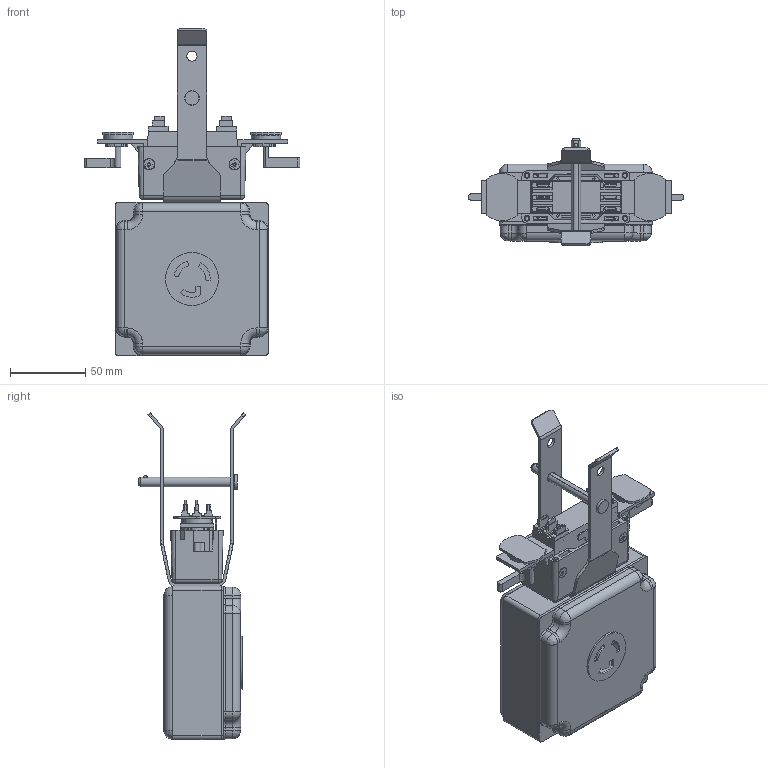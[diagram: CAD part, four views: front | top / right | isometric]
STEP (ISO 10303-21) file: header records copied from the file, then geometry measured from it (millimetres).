
FILE_DESCRIPTION(/* description */ (''),/* implementation_level */ '2;1');
FILE_NAME(/* name */ 'BusductDrop_busSTRUT_MD20-2-120-JF-OB-ST-(F)(L5-15r).stp',/* time_stamp */ '2024-10-23T14:36:03+03:00',/* author */ ('fkris'),/* organization */ (''),/* preprocessor_version */ 'ST-DEVELOPER v18.1',/* originating_system */ 'Autodesk Inventor 2021',/* authorisation */ '');
FILE_SCHEMA (('AUTOMOTIVE_DESIGN { 1 0 10303 214 3 1 1 }'));
Length unit declared in the file: foot
Products named in the file (69): BusductDrop_busSTRUT_MD20-2-120-JF-OB-ST-(F)(L5-15r); BusductDrop_busSTRUT_MD20-2-120-JF-OB-ST-(F)(L5-15r)_1_1; BusductDrop_busSTRUT_MD20-2-120-JF-OB-ST-(F)(L5-15r)_1; BusductDrop_busSTRUT_MD20-2-120-JF-OB-ST-(F)(L5-15r)_1_2; BusductDrop_busSTRUT_MD20-2-120-JF-OB-ST-(F)(L5-15r)_2; BusductDrop_busSTRUT_MD20-2-120-JF-OB-ST-(F)(L5-15r)_3; BusductDrop_busSTRUT_MD20-2-120-JF-OB-ST-(F)(L5-15r)_4; BusductDrop_busSTRUT_MD20-2-120-JF-OB-ST-(F)(L5-15r)_5; BusductDrop_busSTRUT_MD20-2-120-JF-OB-ST-(F)(L5-15r)_6; BusductDrop_busSTRUT_MD20-2-120-JF-OB-ST-(F)(L5-15r)_7; BusductDrop_busSTRUT_MD20-2-120-JF-OB-ST-(F)(L5-15r)_8; BusductDrop_busSTRUT_MD20-2-120-JF-OB-ST-(F)(L5-15r)_9; BusductDrop_busSTRUT_MD20-2-120-JF-OB-ST-(F)(L5-15r)_10; BusductDrop_busSTRUT_MD20-2-120-JF-OB-ST-(F)(L5-15r)_11; BusductDrop_busSTRUT_MD20-2-120-JF-OB-ST-(F)(L5-15r)_12; BusductDrop_busSTRUT_MD20-2-120-JF-OB-ST-(F)(L5-15r)_13; BusductDrop_busSTRUT_MD20-2-120-JF-OB-ST-(F)(L5-15r)_14; BusductDrop_busSTRUT_MD20-2-120-JF-OB-ST-(F)(L5-15r)_15; BusductDrop_busSTRUT_MD20-2-120-JF-OB-ST-(F)(L5-15r)_16; BusductDrop_busSTRUT_MD20-2-120-JF-OB-ST-(F)(L5-15r)_17; BusductDrop_busSTRUT_MD20-2-120-JF-OB-ST-(F)(L5-15r)_18; BusductDrop_busSTRUT_MD20-2-120-JF-OB-ST-(F)(L5-15r)_19; BusductDrop_busSTRUT_MD20-2-120-JF-OB-ST-(F)(L5-15r)_20; BusductDrop_busSTRUT_MD20-2-120-JF-OB-ST-(F)(L5-15r)_21; BusductDrop_busSTRUT_MD20-2-120-JF-OB-ST-(F)(L5-15r)_22; BusductDrop_busSTRUT_MD20-2-120-JF-OB-ST-(F)(L5-15r)_23; BusductDrop_busSTRUT_MD20-2-120-JF-OB-ST-(F)(L5-15r)_24; BusductDrop_busSTRUT_MD20-2-120-JF-OB-ST-(F)(L5-15r)_25; BusductDrop_busSTRUT_MD20-2-120-JF-OB-ST-(F)(L5-15r)_26; BusductDrop_busSTRUT_MD20-2-120-JF-OB-ST-(F)(L5-15r)_27; BusductDrop_busSTRUT_MD20-2-120-JF-OB-ST-(F)(L5-15r)_28; BusductDrop_busSTRUT_MD20-2-120-JF-OB-ST-(F)(L5-15r)_29; BusductDrop_busSTRUT_MD20-2-120-JF-OB-ST-(F)(L5-15r)_30; BusductDrop_busSTRUT_MD20-2-120-JF-OB-ST-(F)(L5-15r)_31; BusductDrop_busSTRUT_MD20-2-120-JF-OB-ST-(F)(L5-15r)_32; BusductDrop_busSTRUT_MD20-2-120-JF-OB-ST-(F)(L5-15r)_33; BusductDrop_busSTRUT_MD20-2-120-JF-OB-ST-(F)(L5-15r)_34; BusductDrop_busSTRUT_MD20-2-120-JF-OB-ST-(F)(L5-15r)_35; BusductDrop_busSTRUT_MD20-2-120-JF-OB-ST-(F)(L5-15r)_36; BusductDrop_busSTRUT_MD20-2-120-JF-OB-ST-(F)(L5-15r)_37 ...
Assembly tree (68 placements, depth 2):
  BusductDrop_busSTRUT_MD20-2-120-JF-OB-ST-(F)(L5-15r)
    BusductDrop_busSTRUT_MD20-2-120-JF-OB-ST-(F)(L5-15r)_1_1
    BusductDrop_busSTRUT_MD20-2-120-JF-OB-ST-(F)(L5-15r)_1
    BusductDrop_busSTRUT_MD20-2-120-JF-OB-ST-(F)(L5-15r)_1_2
    BusductDrop_busSTRUT_MD20-2-120-JF-OB-ST-(F)(L5-15r)_2
    BusductDrop_busSTRUT_MD20-2-120-JF-OB-ST-(F)(L5-15r)_3
    BusductDrop_busSTRUT_MD20-2-120-JF-OB-ST-(F)(L5-15r)_4
    BusductDrop_busSTRUT_MD20-2-120-JF-OB-ST-(F)(L5-15r)_5
    BusductDrop_busSTRUT_MD20-2-120-JF-OB-ST-(F)(L5-15r)_6
    BusductDrop_busSTRUT_MD20-2-120-JF-OB-ST-(F)(L5-15r)_7
    BusductDrop_busSTRUT_MD20-2-120-JF-OB-ST-(F)(L5-15r)_8
    BusductDrop_busSTRUT_MD20-2-120-JF-OB-ST-(F)(L5-15r)_9
    BusductDrop_busSTRUT_MD20-2-120-JF-OB-ST-(F)(L5-15r)_10
    BusductDrop_busSTRUT_MD20-2-120-JF-OB-ST-(F)(L5-15r)_11
    BusductDrop_busSTRUT_MD20-2-120-JF-OB-ST-(F)(L5-15r)_12
    BusductDrop_busSTRUT_MD20-2-120-JF-OB-ST-(F)(L5-15r)_13
    BusductDrop_busSTRUT_MD20-2-120-JF-OB-ST-(F)(L5-15r)_14
    BusductDrop_busSTRUT_MD20-2-120-JF-OB-ST-(F)(L5-15r)_15
    BusductDrop_busSTRUT_MD20-2-120-JF-OB-ST-(F)(L5-15r)_16
    BusductDrop_busSTRUT_MD20-2-120-JF-OB-ST-(F)(L5-15r)_17
    BusductDrop_busSTRUT_MD20-2-120-JF-OB-ST-(F)(L5-15r)_18
    BusductDrop_busSTRUT_MD20-2-120-JF-OB-ST-(F)(L5-15r)_19
    BusductDrop_busSTRUT_MD20-2-120-JF-OB-ST-(F)(L5-15r)_20
    BusductDrop_busSTRUT_MD20-2-120-JF-OB-ST-(F)(L5-15r)_21
    BusductDrop_busSTRUT_MD20-2-120-JF-OB-ST-(F)(L5-15r)_22
    BusductDrop_busSTRUT_MD20-2-120-JF-OB-ST-(F)(L5-15r)_23
    BusductDrop_busSTRUT_MD20-2-120-JF-OB-ST-(F)(L5-15r)_24
    BusductDrop_busSTRUT_MD20-2-120-JF-OB-ST-(F)(L5-15r)_25
    BusductDrop_busSTRUT_MD20-2-120-JF-OB-ST-(F)(L5-15r)_26
    BusductDrop_busSTRUT_MD20-2-120-JF-OB-ST-(F)(L5-15r)_27
    BusductDrop_busSTRUT_MD20-2-120-JF-OB-ST-(F)(L5-15r)_28
    BusductDrop_busSTRUT_MD20-2-120-JF-OB-ST-(F)(L5-15r)_29
    BusductDrop_busSTRUT_MD20-2-120-JF-OB-ST-(F)(L5-15r)_30
    BusductDrop_busSTRUT_MD20-2-120-JF-OB-ST-(F)(L5-15r)_31
    BusductDrop_busSTRUT_MD20-2-120-JF-OB-ST-(F)(L5-15r)_32
    BusductDrop_busSTRUT_MD20-2-120-JF-OB-ST-(F)(L5-15r)_33
    BusductDrop_busSTRUT_MD20-2-120-JF-OB-ST-(F)(L5-15r)_34
    BusductDrop_busSTRUT_MD20-2-120-JF-OB-ST-(F)(L5-15r)_35
    BusductDrop_busSTRUT_MD20-2-120-JF-OB-ST-(F)(L5-15r)_36
    BusductDrop_busSTRUT_MD20-2-120-JF-OB-ST-(F)(L5-15r)_37
    BusductDrop_busSTRUT_MD20-2-120-JF-OB-ST-(F)(L5-15r)_38
    BusductDrop_busSTRUT_MD20-2-120-JF-OB-ST-(F)(L5-15r)_39
    BusductDrop_busSTRUT_MD20-2-120-JF-OB-ST-(F)(L5-15r)_40
    BusductDrop_busSTRUT_MD20-2-120-JF-OB-ST-(F)(L5-15r)_41
    BusductDrop_busSTRUT_MD20-2-120-JF-OB-ST-(F)(L5-15r)_42
    BusductDrop_busSTRUT_MD20-2-120-JF-OB-ST-(F)(L5-15r)_43
    BusductDrop_busSTRUT_MD20-2-120-JF-OB-ST-(F)(L5-15r)_44
    BusductDrop_busSTRUT_MD20-2-120-JF-OB-ST-(F)(L5-15r)_45
    BusductDrop_busSTRUT_MD20-2-120-JF-OB-ST-(F)(L5-15r)_46
    BusductDrop_busSTRUT_MD20-2-120-JF-OB-ST-(F)(L5-15r)_47
    BusductDrop_busSTRUT_MD20-2-120-JF-OB-ST-(F)(L5-15r)_48
    BusductDrop_busSTRUT_MD20-2-120-JF-OB-ST-(F)(L5-15r)_49
    BusductDrop_busSTRUT_MD20-2-120-JF-OB-ST-(F)(L5-15r)_50
    BusductDrop_busSTRUT_MD20-2-120-JF-OB-ST-(F)(L5-15r)_51
    BusductDrop_busSTRUT_MD20-2-120-JF-OB-ST-(F)(L5-15r)_52
    BusductDrop_busSTRUT_MD20-2-120-JF-OB-ST-(F)(L5-15r)_53
    BusductDrop_busSTRUT_MD20-2-120-JF-OB-ST-(F)(L5-15r)_54
    BusductDrop_busSTRUT_MD20-2-120-JF-OB-ST-(F)(L5-15r)_55
    BusductDrop_busSTRUT_MD20-2-120-JF-OB-ST-(F)(L5-15r)_56
    BusductDrop_busSTRUT_MD20-2-120-JF-OB-ST-(F)(L5-15r)_57
Bounding box: 142.88 x 71.41 x 216.87 mm (x, y, z)
Volume: 269823.1 mm3; surface area: 178426.7 mm2
Topology: 72 solids, 84 shells, 1285 faces, 2802 edges, 1633 vertices
Faces by surface type: plane 728, cylinder 365, cone 114, bspline 56, torus 16, sphere 6
Full cylindrical faces by diameter (mm): 3.048 x4, 4.166 x4, 6.299 x1, 6.731 x4, 8.052 x2, 9.525 x1, 12.7 x2, 15.331 x2, 19.395 x2, 20.828 x1, 22.225 x1, 35.139 x2
Entity records: 38784 total; most frequent: CARTESIAN_POINT 8198, DIRECTION 5940, ORIENTED_EDGE 5424, EDGE_CURVE 2715, LINE 2058, VECTOR 2058, AXIS2_PLACEMENT_3D 1941, VERTEX_POINT 1601
